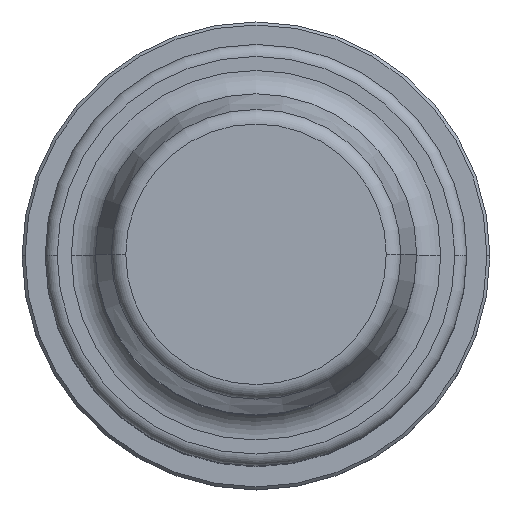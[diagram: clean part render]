
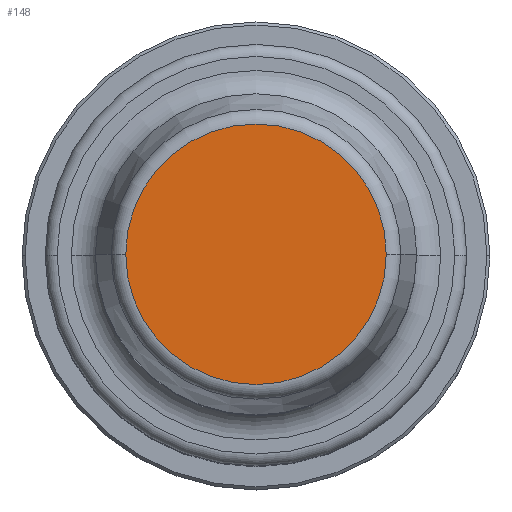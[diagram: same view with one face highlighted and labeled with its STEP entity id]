
A CAD part, top view. The second image highlights one B-rep face of the part: STEP entity #148.
In plain terms, the highlighted planar face has unit normal (0, 0, 1).
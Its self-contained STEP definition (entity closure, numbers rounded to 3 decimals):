
#148=ADVANCED_FACE('',(#301),#302,.T.);
#301=FACE_OUTER_BOUND('',#459,.T.);
#302=PLANE('',#460);
#459=EDGE_LOOP('',(#796,#797));
#460=AXIS2_PLACEMENT_3D('',#798,#799,#800);
#796=ORIENTED_EDGE('',*,*,#1012,.T.);
#797=ORIENTED_EDGE('',*,*,#948,.T.);
#798=CARTESIAN_POINT('',(8.0,0.0,101.0));
#799=DIRECTION('',(0.0,0.0,1.0));
#800=DIRECTION('',(-1.0,0.0,0.0));
#948=EDGE_CURVE('',#1128,#1125,#1129,.T.);
#1012=EDGE_CURVE('',#1125,#1128,#1210,.T.);
#1125=VERTEX_POINT('',#1337);
#1128=VERTEX_POINT('',#1340);
#1129=CIRCLE('',#1341,12.973);
#1210=CIRCLE('',#1434,12.973);
#1337=CARTESIAN_POINT('',(12.973,0.0,101.0));
#1340=CARTESIAN_POINT('',(-12.973,0.,101.0));
#1341=AXIS2_PLACEMENT_3D('',#1566,#1567,#1568);
#1434=AXIS2_PLACEMENT_3D('',#1671,#1672,#1673);
#1566=CARTESIAN_POINT('',(0.0,0.0,101.0));
#1567=DIRECTION('',(0.0,0.0,1.0));
#1568=DIRECTION('',(1.0,0.0,0.0));
#1671=CARTESIAN_POINT('',(0.0,0.0,101.0));
#1672=DIRECTION('',(0.0,0.0,1.0));
#1673=DIRECTION('',(1.0,0.0,0.0));
